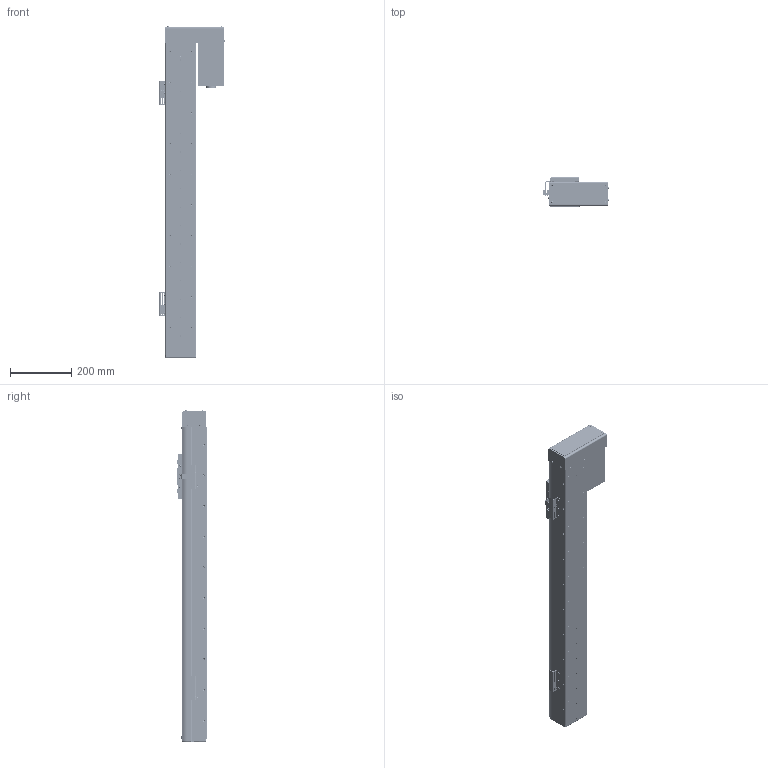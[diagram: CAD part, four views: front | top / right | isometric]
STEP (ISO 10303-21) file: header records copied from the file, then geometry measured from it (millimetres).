
FILE_DESCRIPTION (( 'STEP AP203' ), '1' );
FILE_NAME ('HC100-XXX-PR-700-XX-SL-OF.STEP', '2020-08-04T03:02:52', ( '彌營遵' ), ( '' ), 'SwSTEP 2.0', 'SolidWorks 2013', '' );
FILE_SCHEMA (( 'CONFIG_CONTROL_DESIGN' ));
Length unit declared in the file: millimetre
Products named in the file (44): socket head cap screw_ks_KS 1003 - M5 x 16 x 16-N; CARRIER COVER-ST700; socket head cap screw_ks_KS 1003 - M6 x 10 x 10-N; FRONT PLATE COVER-ST700; SIDE COVER2-ST700; socket button head cap screw_am_B18.3.4M - 3 x 0.5 x 8 SBHCS --N; HC SENSOR DOG-ST700; MASensor Brk-ST700_ル遽; hg-kr23-ST700; STEEL BELT-ST700; socket button head cap screw_am_B18.3.4M - 3 x 0.5 x 5 SBHCS --N; HRballnut-ST700; EE-SX-674(奢辨 撫憮)-ST700_ル遽; HR Series motor case cover(奢辨)-ST700; STEEL BELT FIX-ST700; socket countersunk head screw_am_B18.3.5M - 3 x 0.5 x 8 Socket FCHS  -- 8C; LMblock-ST700; socket head cap screw_ks_KS 1003 - M3 x 5 x 5-N; HR Series motor case(奢辨)-ST700; SUPPORT BLOCK-ST700; CARRIER-ST700; SHAFT-ST700; spring lock washer_ks_KS 1324 - M3; 醴喀攪-ST700; HC100-XXX-PR-700-XX-SL-OF; HRbearing cap-ST700; END COVER-ST700; STEEL BELT TENSION BLOCK-ST700; BASE-ST700; HC100 SENSOR_1(PR); FRONT PLATE COVER 唯衛璽-ST700; DAMPER-ST700; HRballscrew-ST700; STEEL BELT TENSION PLATE-ST700; BEARING HOUSING(雖雖)-ST700; HC100 SENSOR_2(PR); pan cross head_ks_KS 1023 PC- M3 x 5-N; BEARING HOUSING(堅薑)-ST700; LMguide-ST700; socket head cap screw_ks_KS 1003 - M6 x 45 x 24-N ...
Assembly tree (117 placements, depth 3):
  HC100-XXX-PR-700-XX-SL-OF
    BASE-ST700
    BEARING HOUSING(雖雖)-ST700
    CARRIER-ST700
      CARRIER-ST700
      CARRIER COVER-ST700
      HC SENSOR DOG-ST700
      HRballnut-ST700
      LMblock-ST700  x2
      SHAFT-ST700  x8
      STEEL BELT TENSION BLOCK-ST700  x2
      STEEL BELT TENSION PLATE-ST700  x2
      socket head cap screw_ks_KS 1003 - M6 x 45 x 24-N  x8
      socket head cap screw_ks_KS 1003 - M5 x 16 x 16-N  x4
      socket button head cap screw_am_B18.3.4M - 3 x 0.5 x 8 SBHCS --N  x4
      socket button head cap screw_am_B18.3.4M - 3 x 0.5 x 5 SBHCS --N  x2
      socket countersunk head screw_am_B18.3.5M - 3 x 0.5 x 8 Socket FCHS  -- 8C  x12
    END COVER-ST700
    HRballscrew-ST700
    LMguide-ST700
    SIDE COVER-ST700
    SIDE COVER2-ST700
    STEEL BELT-ST700
    STEEL BELT FIX-ST700  x2
    SUPPORT BLOCK-ST700  x2
    HRbearing cap-ST700
    DAMPER-ST700  x2
    BEARING HOUSING(堅薑)-ST700
    FRONT PLATE-ST700
    FRONT PLATE COVER-ST700
    hg-kr23-ST700
    HR Series motor case cover(奢辨)-ST700
    HR Series motor case(奢辨)-ST700
    醴喀攪-ST700
    FRONT PLATE COVER 唯衛璽-ST700
    pan cross head_ks_KS 1023 PC- M3 x 5-N  x16
    socket head cap screw_ks_KS 1003 - M4 x 10 x 10-N  x2
    socket head cap screw_ks_KS 1003 - M6 x 10 x 10-N  x2
    HC100 SENSOR_1(PR)
      MASensor Brk-ST700_ル遽
      EE-SX-674(奢辨 撫憮)-ST700_ル遽  x2
      socket head cap screw_ks_KS 1003 - M3 x 5 x 5-N  x7
      spring lock washer_ks_KS 1324 - M3  x3
    HC100 SENSOR_2(PR)
      MASensor Brk-ST700_ル遽
      EE-SX-674(奢辨 撫憮)-ST700_ル遽
      socket head cap screw_ks_KS 1003 - M3 x 5 x 5-N  x5
      spring lock washer_ks_KS 1324 - M3  x3
Bounding box: 214.15 x 95 x 1082.95 mm (x, y, z)
Volume: 3604547.1 mm3; surface area: 1582214.6 mm2
Topology: 114 solids, 114 shells, 4793 faces, 11869 edges, 7238 vertices
Faces by surface type: plane 2195, cylinder 1522, cone 722, torus 272, sphere 48, bspline 34
Entity records: 124298 total; most frequent: CARTESIAN_POINT 51805, DIRECTION 14234, ORIENTED_EDGE 13372, EDGE_CURVE 6686, AXIS2_PLACEMENT_3D 5207, VERTEX_POINT 4277, LINE 3820, VECTOR 3820
